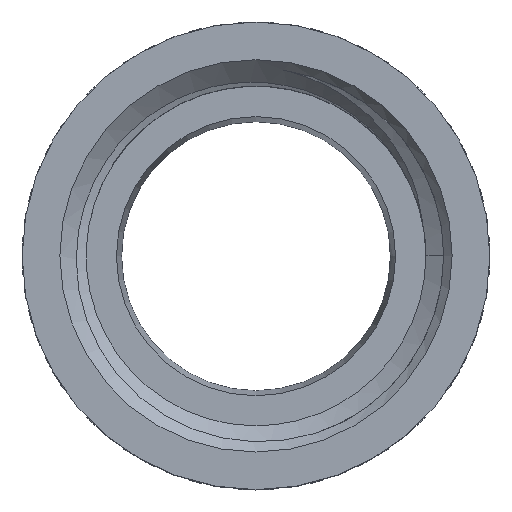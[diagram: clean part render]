
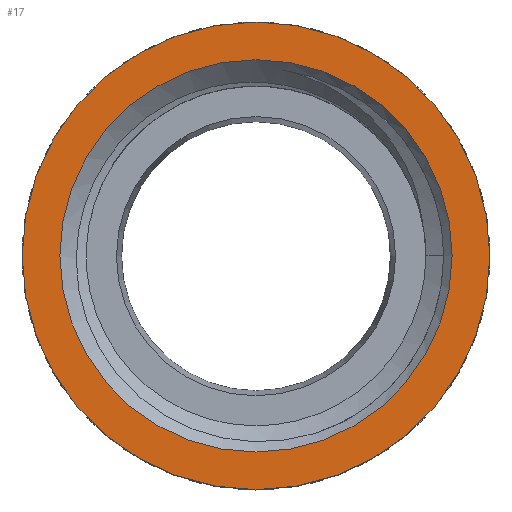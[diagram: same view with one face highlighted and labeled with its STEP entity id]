
A CAD part, top view. The second image highlights one B-rep face of the part: STEP entity #17.
In plain terms, the highlighted planar face has unit normal (0, 0, 1).
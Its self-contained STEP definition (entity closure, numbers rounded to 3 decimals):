
#17 = ADVANCED_FACE('',(#18,#29),#40,.T.);
#18 = FACE_BOUND('',#19,.F.);
#19 = EDGE_LOOP('',(#20));
#20 = ORIENTED_EDGE('',*,*,#21,.T.);
#21 = EDGE_CURVE('',#22,#22,#24,.T.);
#22 = VERTEX_POINT('',#23);
#23 = CARTESIAN_POINT('',(15.2,-16.,-35.));
#24 = CIRCLE('',#25,15.2);
#25 = AXIS2_PLACEMENT_3D('',#26,#27,#28);
#26 = CARTESIAN_POINT('',(0.,-16.,-35.));
#27 = DIRECTION('',(0.,0.,-1.));
#28 = DIRECTION('',(1.,0.,0.));
#29 = FACE_BOUND('',#30,.F.);
#30 = EDGE_LOOP('',(#31));
#31 = ORIENTED_EDGE('',*,*,#32,.T.);
#32 = EDGE_CURVE('',#33,#33,#35,.T.);
#33 = VERTEX_POINT('',#34);
#34 = CARTESIAN_POINT('',(12.75,-16.,-35.));
#35 = CIRCLE('',#36,12.75);
#36 = AXIS2_PLACEMENT_3D('',#37,#38,#39);
#37 = CARTESIAN_POINT('',(0.,-16.,-35.));
#38 = DIRECTION('',(0.,0.,1.));
#39 = DIRECTION('',(1.,0.,0.));
#40 = PLANE('',#41);
#41 = AXIS2_PLACEMENT_3D('',#42,#43,#44);
#42 = CARTESIAN_POINT('',(0.,-16.,-35.));
#43 = DIRECTION('',(0.,0.,1.));
#44 = DIRECTION('',(-1.,0.,0.));
